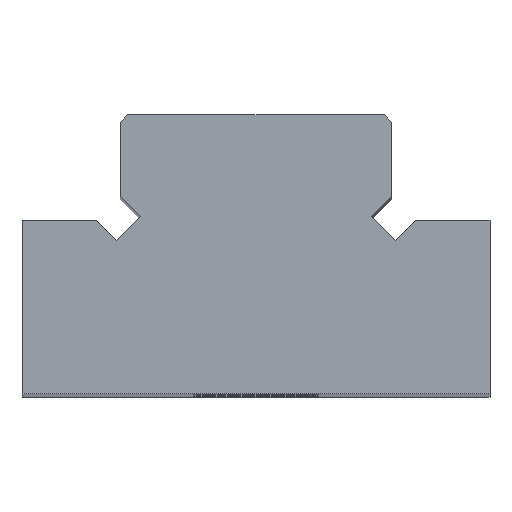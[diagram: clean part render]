
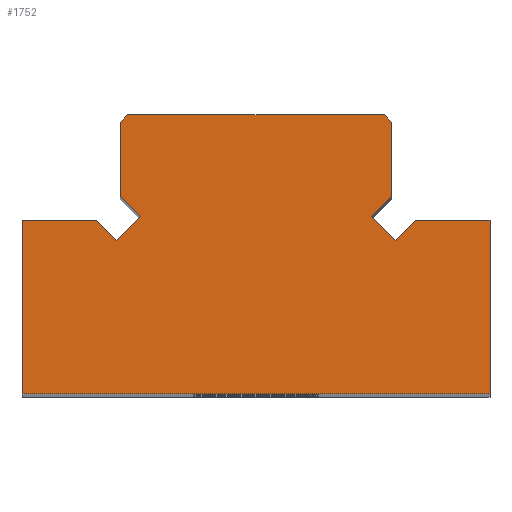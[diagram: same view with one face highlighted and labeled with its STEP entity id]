
A CAD part, top view. The second image highlights one B-rep face of the part: STEP entity #1752.
In plain terms, the highlighted planar face has unit normal (0, 0, 1).
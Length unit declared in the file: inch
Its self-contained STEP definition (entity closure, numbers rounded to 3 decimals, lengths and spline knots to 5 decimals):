
#7 = ORIENTED_EDGE ( 'NONE', *, *, #909, .T. ) ;
#114 = ORIENTED_EDGE ( 'NONE', *, *, #652, .F. ) ;
#129 = PLANE ( 'NONE',  #1229 ) ;
#156 = ORIENTED_EDGE ( 'NONE', *, *, #1656, .T. ) ;
#172 = CARTESIAN_POINT ( 'NONE',  ( -0.42364, 0.46, 2.5 ) ) ;
#193 = EDGE_CURVE ( 'NONE', #2104, #2051, #547, .T. ) ;
#207 = CARTESIAN_POINT ( 'NONE',  ( 0.30697, 0.47061, 2.5 ) ) ;
#219 = VECTOR ( 'NONE', #1424, 39.37008 ) ;
#223 = VECTOR ( 'NONE', #993, 39.37008 ) ;
#251 = ORIENTED_EDGE ( 'NONE', *, *, #2349, .T. ) ;
#266 = CARTESIAN_POINT ( 'NONE',  ( -0.30697, 0.47061, 2.5 ) ) ;
#267 = VERTEX_POINT ( 'NONE', #964 ) ;
#288 = LINE ( 'NONE', #2033, #746 ) ;
#296 = DIRECTION ( 'NONE',  ( 1., 0., 0. ) ) ;
#297 = CARTESIAN_POINT ( 'NONE',  ( 0.23, 0.85, 2.5 ) ) ;
#298 = EDGE_CURVE ( 'NONE', #2367, #1055, #2532, .T. ) ;
#320 = EDGE_CURVE ( 'NONE', #1851, #995, #1707, .T. ) ;
#323 = DIRECTION ( 'NONE',  ( 1., 0., 0. ) ) ;
#354 = CARTESIAN_POINT ( 'NONE',  ( -0.62, 0., 2.5 ) ) ;
#373 = LINE ( 'NONE', #509, #2465 ) ;
#399 = DIRECTION ( 'NONE',  ( -0.707, 0.707, 0. ) ) ;
#404 = DIRECTION ( 'NONE',  ( -0.707, -0.707, 0. ) ) ;
#415 = CARTESIAN_POINT ( 'NONE',  ( 0.34, 0.74, 2.5 ) ) ;
#432 = VECTOR ( 'NONE', #598, 39.37008 ) ;
#504 = LINE ( 'NONE', #2396, #2613 ) ;
#509 = CARTESIAN_POINT ( 'NONE',  ( 0.30697, 0.47061, 2.5 ) ) ;
#527 = DIRECTION ( 'NONE',  ( 0., 0., 1. ) ) ;
#547 = LINE ( 'NONE', #297, #1320 ) ;
#563 = VECTOR ( 'NONE', #1581, 39.37008 ) ;
#598 = DIRECTION ( 'NONE',  ( -1., 0., 0. ) ) ;
#614 = DIRECTION ( 'NONE',  ( -0.707, -0.707, 0. ) ) ;
#652 = EDGE_CURVE ( 'NONE', #1696, #2051, #1806, .T. ) ;
#697 = DIRECTION ( 'NONE',  ( 0., 1., 0. ) ) ;
#698 = VECTOR ( 'NONE', #399, 39.37008 ) ;
#730 = CARTESIAN_POINT ( 'NONE',  ( 0.62, 0., 2.5 ) ) ;
#742 = CARTESIAN_POINT ( 'NONE',  ( 0.36, 0.72, 2.5 ) ) ;
#746 = VECTOR ( 'NONE', #614, 39.37008 ) ;
#841 = EDGE_CURVE ( 'NONE', #2091, #1743, #504, .T. ) ;
#842 = EDGE_CURVE ( 'NONE', #267, #2406, #961, .T. ) ;
#848 = LINE ( 'NONE', #2031, #2350 ) ;
#858 = ORIENTED_EDGE ( 'NONE', *, *, #841, .T. ) ;
#889 = EDGE_CURVE ( 'NONE', #2409, #2367, #2340, .T. ) ;
#909 = EDGE_CURVE ( 'NONE', #2406, #2575, #1473, .T. ) ;
#961 = LINE ( 'NONE', #1373, #563 ) ;
#962 = DIRECTION ( 'NONE',  ( 1., 0., 0. ) ) ;
#963 = LINE ( 'NONE', #1091, #1140 ) ;
#964 = CARTESIAN_POINT ( 'NONE',  ( -0.37061, 0.40697, 2.5 ) ) ;
#993 = DIRECTION ( 'NONE',  ( -0.707, -0.707, 0. ) ) ;
#995 = VERTEX_POINT ( 'NONE', #207 ) ;
#1012 = VECTOR ( 'NONE', #1172, 39.37008 ) ;
#1041 = ORIENTED_EDGE ( 'NONE', *, *, #320, .T. ) ;
#1055 = VERTEX_POINT ( 'NONE', #266 ) ;
#1069 = CARTESIAN_POINT ( 'NONE',  ( 0.36, 0.52364, 2.5 ) ) ;
#1091 = CARTESIAN_POINT ( 'NONE',  ( -0.62, 0., 2.5 ) ) ;
#1140 = VECTOR ( 'NONE', #697, 39.37008 ) ;
#1155 = ORIENTED_EDGE ( 'NONE', *, *, #1842, .T. ) ;
#1156 = CARTESIAN_POINT ( 'NONE',  ( 0.62, 0., 2.5 ) ) ;
#1172 = DIRECTION ( 'NONE',  ( 0.707, -0.707, 0. ) ) ;
#1173 = DIRECTION ( 'NONE',  ( 0., 1., 0. ) ) ;
#1182 = CARTESIAN_POINT ( 'NONE',  ( 0.37061, 0.40697, 2.5 ) ) ;
#1186 = EDGE_CURVE ( 'NONE', #1743, #1405, #2123, .T. ) ;
#1205 = CARTESIAN_POINT ( 'NONE',  ( 0.36, 0.46, 2.5 ) ) ;
#1216 = EDGE_CURVE ( 'NONE', #1405, #1821, #2057, .T. ) ;
#1229 = AXIS2_PLACEMENT_3D ( 'NONE', #2561, #527, #323 ) ;
#1245 = FACE_OUTER_BOUND ( 'NONE', #1883, .T. ) ;
#1286 = DIRECTION ( 'NONE',  ( 0.707, 0.707, 0. ) ) ;
#1320 = VECTOR ( 'NONE', #2295, 39.37008 ) ;
#1373 = CARTESIAN_POINT ( 'NONE',  ( -0.37061, 0.40697, 2.5 ) ) ;
#1389 = CARTESIAN_POINT ( 'NONE',  ( 0.42364, 0.46, 2.5 ) ) ;
#1397 = DIRECTION ( 'NONE',  ( -1., 0., 0. ) ) ;
#1405 = VERTEX_POINT ( 'NONE', #1562 ) ;
#1424 = DIRECTION ( 'NONE',  ( 0., 1., 0. ) ) ;
#1473 = LINE ( 'NONE', #2647, #2576 ) ;
#1562 = CARTESIAN_POINT ( 'NONE',  ( 0.62, 0.46, 2.5 ) ) ;
#1567 = VECTOR ( 'NONE', #1173, 39.37008 ) ;
#1575 = LINE ( 'NONE', #2435, #223 ) ;
#1581 = DIRECTION ( 'NONE',  ( -0.707, 0.707, 0. ) ) ;
#1608 = ORIENTED_EDGE ( 'NONE', *, *, #1216, .T. ) ;
#1612 = CARTESIAN_POINT ( 'NONE',  ( -0.36, 0.72, 2.5 ) ) ;
#1656 = EDGE_CURVE ( 'NONE', #1696, #2409, #848, .T. ) ;
#1687 = ORIENTED_EDGE ( 'NONE', *, *, #889, .T. ) ;
#1696 = VERTEX_POINT ( 'NONE', #2439 ) ;
#1707 = LINE ( 'NONE', #1182, #698 ) ;
#1720 = VECTOR ( 'NONE', #2013, 39.37008 ) ;
#1726 = ORIENTED_EDGE ( 'NONE', *, *, #1998, .T. ) ;
#1743 = VERTEX_POINT ( 'NONE', #730 ) ;
#1745 = ORIENTED_EDGE ( 'NONE', *, *, #1975, .T. ) ;
#1752 = ADVANCED_FACE ( 'NONE', ( #1245 ), #129, .T. ) ;
#1790 = CARTESIAN_POINT ( 'NONE',  ( -0.36, 0.74, 2.5 ) ) ;
#1794 = CARTESIAN_POINT ( 'NONE',  ( 0.62, 0.46, 2.5 ) ) ;
#1806 = LINE ( 'NONE', #2134, #2287 ) ;
#1821 = VERTEX_POINT ( 'NONE', #1389 ) ;
#1842 = EDGE_CURVE ( 'NONE', #1821, #1851, #1575, .T. ) ;
#1844 = ORIENTED_EDGE ( 'NONE', *, *, #193, .T. ) ;
#1851 = VERTEX_POINT ( 'NONE', #2159 ) ;
#1883 = EDGE_LOOP ( 'NONE', ( #1726, #1844, #114, #156, #1687, #1982, #1745, #2471, #7, #2014, #858, #2267, #1608, #1155, #1041, #251 ) ) ;
#1952 = CARTESIAN_POINT ( 'NONE',  ( -0.62, 0.46, 2.5 ) ) ;
#1975 = EDGE_CURVE ( 'NONE', #1055, #267, #288, .T. ) ;
#1982 = ORIENTED_EDGE ( 'NONE', *, *, #298, .T. ) ;
#1998 = EDGE_CURVE ( 'NONE', #2579, #2104, #2377, .T. ) ;
#2013 = DIRECTION ( 'NONE',  ( 0., -1., 0. ) ) ;
#2014 = ORIENTED_EDGE ( 'NONE', *, *, #2080, .F. ) ;
#2031 = CARTESIAN_POINT ( 'NONE',  ( -0.85, 0.23, 2.5 ) ) ;
#2033 = CARTESIAN_POINT ( 'NONE',  ( -0.30697, 0.47061, 2.5 ) ) ;
#2051 = VERTEX_POINT ( 'NONE', #415 ) ;
#2057 = LINE ( 'NONE', #1794, #432 ) ;
#2080 = EDGE_CURVE ( 'NONE', #2091, #2575, #963, .T. ) ;
#2091 = VERTEX_POINT ( 'NONE', #354 ) ;
#2104 = VERTEX_POINT ( 'NONE', #742 ) ;
#2123 = LINE ( 'NONE', #1156, #1567 ) ;
#2134 = CARTESIAN_POINT ( 'NONE',  ( -0.62, 0.74, 2.5 ) ) ;
#2159 = CARTESIAN_POINT ( 'NONE',  ( 0.37061, 0.40697, 2.5 ) ) ;
#2267 = ORIENTED_EDGE ( 'NONE', *, *, #1186, .T. ) ;
#2287 = VECTOR ( 'NONE', #296, 39.37008 ) ;
#2295 = DIRECTION ( 'NONE',  ( -0.707, 0.707, 0. ) ) ;
#2340 = LINE ( 'NONE', #1790, #1720 ) ;
#2349 = EDGE_CURVE ( 'NONE', #995, #2579, #373, .T. ) ;
#2350 = VECTOR ( 'NONE', #404, 39.37008 ) ;
#2367 = VERTEX_POINT ( 'NONE', #2564 ) ;
#2377 = LINE ( 'NONE', #1205, #219 ) ;
#2396 = CARTESIAN_POINT ( 'NONE',  ( -0.62, 0., 2.5 ) ) ;
#2406 = VERTEX_POINT ( 'NONE', #172 ) ;
#2409 = VERTEX_POINT ( 'NONE', #1612 ) ;
#2417 = CARTESIAN_POINT ( 'NONE',  ( -0.36, 0.52364, 2.5 ) ) ;
#2435 = CARTESIAN_POINT ( 'NONE',  ( 0.42364, 0.46, 2.5 ) ) ;
#2439 = CARTESIAN_POINT ( 'NONE',  ( -0.34, 0.74, 2.5 ) ) ;
#2465 = VECTOR ( 'NONE', #1286, 39.37008 ) ;
#2471 = ORIENTED_EDGE ( 'NONE', *, *, #842, .T. ) ;
#2532 = LINE ( 'NONE', #2417, #1012 ) ;
#2561 = CARTESIAN_POINT ( 'NONE',  ( -0.62, 0., 2.5 ) ) ;
#2564 = CARTESIAN_POINT ( 'NONE',  ( -0.36, 0.52364, 2.5 ) ) ;
#2575 = VERTEX_POINT ( 'NONE', #1952 ) ;
#2576 = VECTOR ( 'NONE', #1397, 39.37008 ) ;
#2579 = VERTEX_POINT ( 'NONE', #1069 ) ;
#2613 = VECTOR ( 'NONE', #962, 39.37008 ) ;
#2647 = CARTESIAN_POINT ( 'NONE',  ( -0.36, 0.46, 2.5 ) ) ;
